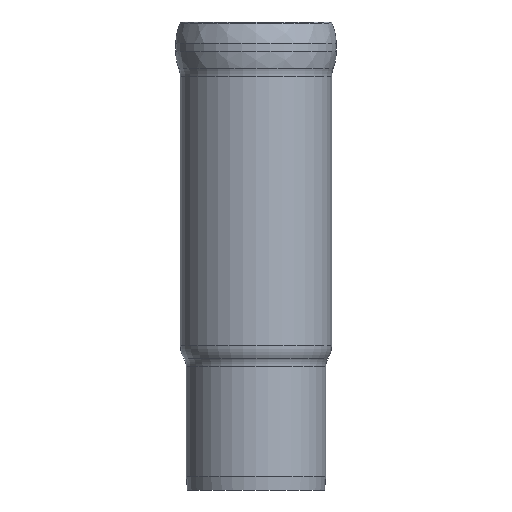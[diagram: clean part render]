
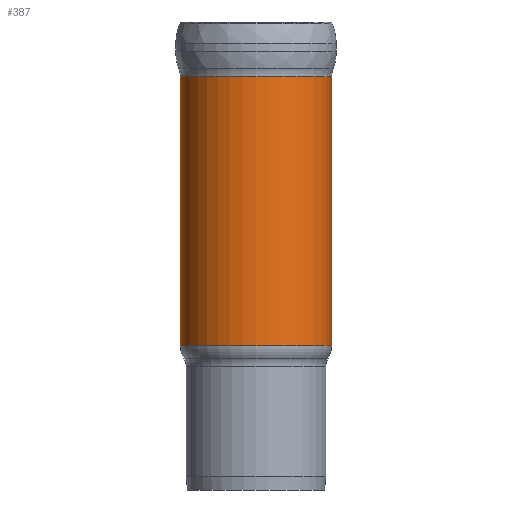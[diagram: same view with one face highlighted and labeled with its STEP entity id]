
A CAD part, front view. The second image highlights one B-rep face of the part: STEP entity #387.
In plain terms, the highlighted cylindrical face has radius 396 mm (diameter 792 mm), a full revolution.
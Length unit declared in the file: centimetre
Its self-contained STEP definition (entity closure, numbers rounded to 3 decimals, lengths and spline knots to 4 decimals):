
#31=CYLINDRICAL_SURFACE('',#454,39.6);
#57=FACE_OUTER_BOUND('',#79,.T.);
#79=EDGE_LOOP('',(#354,#355,#356,#357,#358,#359));
#91=LINE('',#823,#103);
#103=VECTOR('',#599,39.6);
#119=CIRCLE('',#411,39.6);
#120=CIRCLE('',#412,39.6);
#147=CIRCLE('',#451,39.6);
#148=CIRCLE('',#452,39.6);
#162=VERTEX_POINT('',#693);
#163=VERTEX_POINT('',#694);
#184=VERTEX_POINT('',#817);
#185=VERTEX_POINT('',#818);
#204=EDGE_CURVE('',#162,#163,#119,.T.);
#205=EDGE_CURVE('',#163,#162,#120,.T.);
#240=EDGE_CURVE('',#184,#185,#147,.T.);
#241=EDGE_CURVE('',#185,#184,#148,.T.);
#243=EDGE_CURVE('',#163,#184,#91,.T.);
#354=ORIENTED_EDGE('',*,*,#204,.F.);
#355=ORIENTED_EDGE('',*,*,#205,.F.);
#356=ORIENTED_EDGE('',*,*,#243,.T.);
#357=ORIENTED_EDGE('',*,*,#240,.T.);
#358=ORIENTED_EDGE('',*,*,#241,.T.);
#359=ORIENTED_EDGE('',*,*,#243,.F.);
#387=ADVANCED_FACE('',(#57),#31,.T.);
#411=AXIS2_PLACEMENT_3D('',#695,#503,#504);
#412=AXIS2_PLACEMENT_3D('',#696,#505,#506);
#451=AXIS2_PLACEMENT_3D('',#819,#591,#592);
#452=AXIS2_PLACEMENT_3D('',#820,#593,#594);
#454=AXIS2_PLACEMENT_3D('',#822,#597,#598);
#503=DIRECTION('center_axis',(0.,0.,1.));
#504=DIRECTION('ref_axis',(0.,1.,0.));
#505=DIRECTION('center_axis',(0.,0.,1.));
#506=DIRECTION('ref_axis',(0.,1.,0.));
#591=DIRECTION('center_axis',(0.,0.,1.));
#592=DIRECTION('ref_axis',(1.,0.,0.));
#593=DIRECTION('center_axis',(0.,0.,1.));
#594=DIRECTION('ref_axis',(1.,0.,0.));
#597=DIRECTION('center_axis',(0.,0.,1.));
#598=DIRECTION('ref_axis',(1.,0.,0.));
#599=DIRECTION('',(0.,0.,-1.));
#693=CARTESIAN_POINT('',(0.,39.6,216.33));
#694=CARTESIAN_POINT('',(-39.6,0.,216.33));
#695=CARTESIAN_POINT('Origin',(0.,0.,
216.33));
#696=CARTESIAN_POINT('Origin',(0.,0.,
216.33));
#817=CARTESIAN_POINT('',(-39.6,0.,75.3887));
#818=CARTESIAN_POINT('',(0.,39.6,75.3887));
#819=CARTESIAN_POINT('Origin',(0.,0.,
75.3887));
#820=CARTESIAN_POINT('Origin',(0.,0.,
75.3887));
#822=CARTESIAN_POINT('Origin',(0.,0.,
85.8594));
#823=CARTESIAN_POINT('',(-39.6,0.,85.8594));
